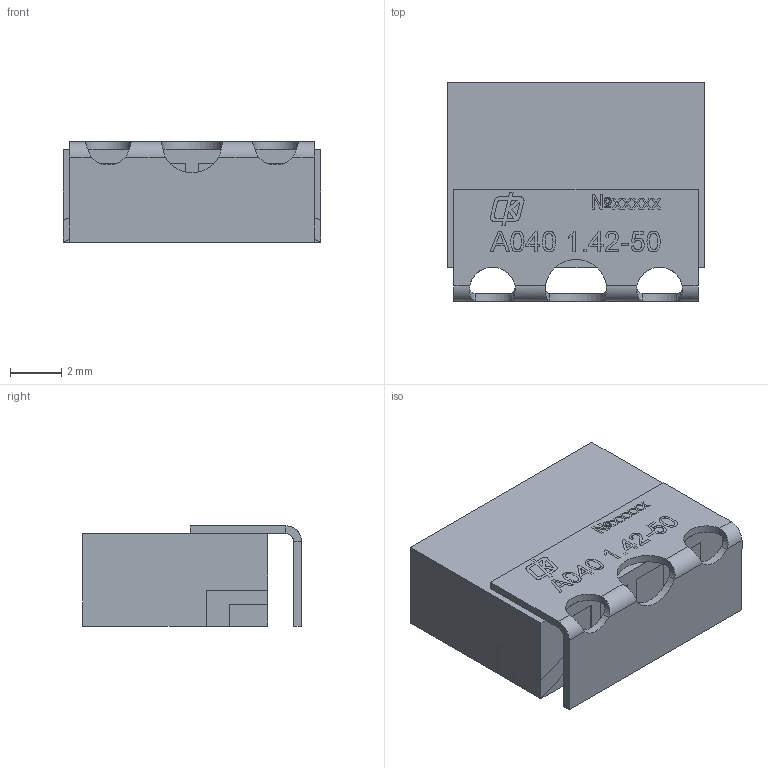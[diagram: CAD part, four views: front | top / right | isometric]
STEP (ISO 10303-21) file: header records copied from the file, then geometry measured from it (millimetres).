
FILE_DESCRIPTION(('STEP AP203'), '1');
FILE_NAME('ÍØÁÀ.434834.010-19.01_Ôèëüòð ÔÊÏ1-210-19-1.42-50_1', '', ('UNSPECIFIED'), ('UNSPECIFIED'), 'ASCON STEP Converter 1.6', 'ASCON Math Kernel', '');
FILE_SCHEMA(('CONFIG_CONTROL_DESIGN'));
Length unit declared in the file: millimetre
Products named in the file (1): НШБА.434834.010-19.01_Фильтр ФКП1-210-19-1.42-50
Bounding box: 10 x 8.5 x 3.9 mm (x, y, z)
Volume: 278.5 mm3; surface area: 355.7 mm2
Topology: 1 solids, 1 shells, 363 faces, 960 edges, 626 vertices
Faces by surface type: plane 266, bspline 76, cylinder 21
Entity records: 20748 total; most frequent: CARTESIAN_POINT 9433, ORIENTED_EDGE 1920, DIRECTION 1356, EDGE_CURVE 960, LINE 708, VECTOR 708, VERTEX_POINT 626, FACE_BOUND 396
